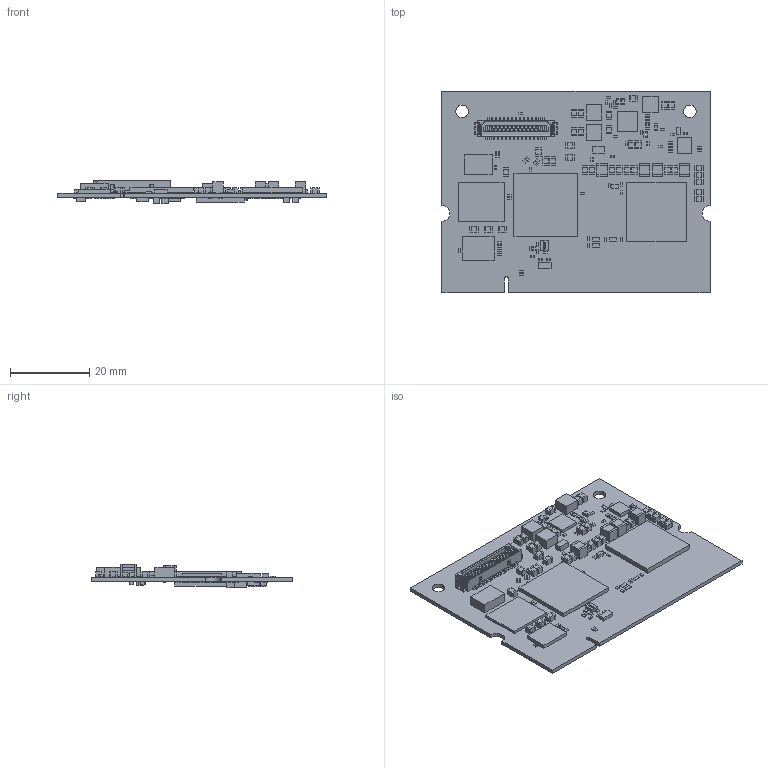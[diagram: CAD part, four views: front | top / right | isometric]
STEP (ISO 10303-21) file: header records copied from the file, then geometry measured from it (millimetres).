
FILE_DESCRIPTION(('Open CASCADE Model'),'2;1');
FILE_NAME('Open CASCADE Shape Model','2018-10-22T13:43:07',('Author'),( 'Open CASCADE'),'Open CASCADE STEP processor 6.8','Open CASCADE 6.8' ,'Unknown');
FILE_SCHEMA(('AUTOMOTIVE_DESIGN { 1 0 10303 214 1 1 1 1 }'));
Length unit declared in the file: millimetre
Products named in the file (350): PCB; Board; R28; 8868346560; Extruded; 8868346944; 8868346752; X2; ASDMB; R27; R24; 8868347520; 8868659456; 8868347712; C128; 8868659840; 8868659648; R74; R81; C167; R79; R78; R77; R19; R18; R63; C164; 8868347328; 8868347136; U7; 8868343488; R43; R40; R33; R32; R22; R21; R20; 8868660992; 8868660608 ...
Assembly tree (1096 placements, depth 4):
  PCB
    Board
    R28
      8868346560
        Extruded
      8868346944  x2
        Extruded
      8868346752
        Extruded
    X2
      ASDMB
    R27
      8868346560
        Extruded
      8868346944  x2
        Extruded
      8868346752
        Extruded
    R24
      8868347520
        Extruded
      8868659456  x2
        Extruded
      8868347712
        Extruded
    C128
      8868659840  x2
        Extruded
      8868659648
        Extruded
    R74
      8868659456  x2
        Extruded
      8868347712
        Extruded
      8868347520
        Extruded
    R81
      8868346944  x2
        Extruded
      8868346752
        Extruded
      8868346560
        Extruded
    C167
      8868659840  x2
        Extruded
      8868659648
        Extruded
    R79
      8868659456  x2
        Extruded
      8868347712
        Extruded
      8868347520
        Extruded
    R78
      8868346944  x2
        Extruded
      8868346752
Bounding box: 67.6 x 50.8 x 5.93 mm (x, y, z)
Volume: 5124.4 mm3; surface area: 12081.7 mm2
Topology: 793 solids, 793 shells, 5912 faces, 12688 edges, 8394 vertices
Faces by surface type: plane 5538, cylinder 325, bspline 39, torus 6, cone 4
Full cylindrical faces by diameter (mm): 1.35 x2, 3.175 x2
Entity records: 58758 total; most frequent: CARTESIAN_POINT 11018, DIRECTION 9322, ORIENTED_EDGE 7444, EDGE_CURVE 3722, AXIS2_PLACEMENT_3D 3201, LINE 2920, VECTOR 2920, VERTEX_POINT 2418
